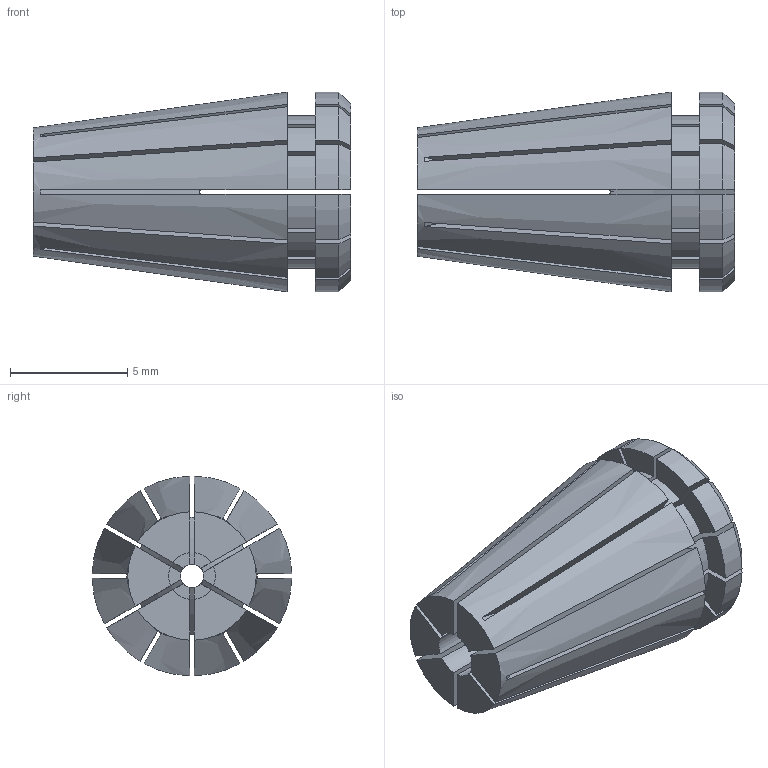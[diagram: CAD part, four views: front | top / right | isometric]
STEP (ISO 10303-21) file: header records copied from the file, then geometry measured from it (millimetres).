
FILE_DESCRIPTION (( 'STEP AP203' ), '1' );
FILE_NAME ('STP-04208-01.STEP', '2019-12-11T08:04:29', ( '' ), ( '' ), 'SwSTEP 2.0', 'SolidWorks 2017', '' );
FILE_SCHEMA (( 'CONFIG_CONTROL_DESIGN' ));
Length unit declared in the file: millimetre
Products named in the file (1): STP-04208-01
Bounding box: 13.5 x 8.5 x 8.5 mm (x, y, z)
Volume: 439.4 mm3; surface area: 1253.4 mm2
Topology: 1 solids, 1 shells, 128 faces, 384 edges, 256 vertices
Faces by surface type: plane 66, cylinder 44, cone 18
Entity records: 4659 total; most frequent: CARTESIAN_POINT 1127, ORIENTED_EDGE 768, DIRECTION 702, EDGE_CURVE 384, AXIS2_PLACEMENT_3D 257, VERTEX_POINT 256, LINE 188, VECTOR 188
